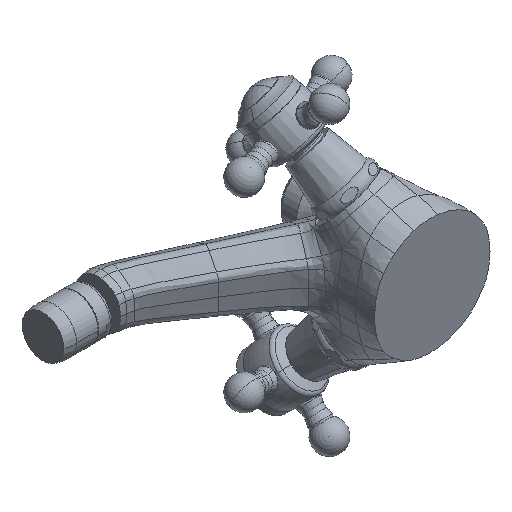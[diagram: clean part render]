
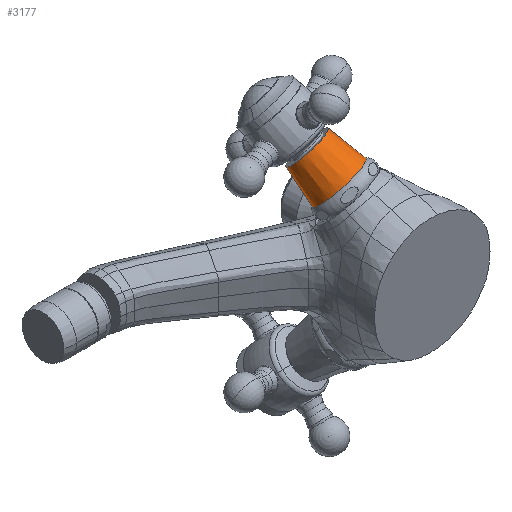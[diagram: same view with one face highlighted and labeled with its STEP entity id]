
A CAD part, isometric view. The second image highlights one B-rep face of the part: STEP entity #3177.
In plain terms, the highlighted conical face has half-angle 9 degrees and reference radius 10.5 mm.
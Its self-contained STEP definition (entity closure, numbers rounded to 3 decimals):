
#848 = CONICAL_SURFACE ( 'NONE', #3182, 10.5, 0.157 ) ;
#1351 = AXIS2_PLACEMENT_3D ( 'NONE', #6773, #6948, #12647 ) ;
#2417 = EDGE_CURVE ( 'NONE', #11503, #17919, #13352, .T. ) ;
#2591 = CARTESIAN_POINT ( 'NONE',  ( 24., 0., 0. ) ) ;
#2768 = DIRECTION ( 'NONE',  ( -1., 0., 0. ) ) ;
#2987 = VERTEX_POINT ( 'NONE', #16955 ) ;
#3025 = EDGE_CURVE ( 'NONE', #12883, #11503, #6515, .T. ) ;
#3086 = ORIENTED_EDGE ( 'NONE', *, *, #2417, .T. ) ;
#3177 = ADVANCED_FACE ( 'NONE', ( #9323 ), #848, .T. ) ;
#3182 = AXIS2_PLACEMENT_3D ( 'NONE', #15403, #13630, #9506 ) ;
#6084 = VECTOR ( 'NONE', #13555, 1000. ) ;
#6515 = CIRCLE ( 'NONE', #12764, 10.5 ) ;
#6773 = CARTESIAN_POINT ( 'NONE',  ( 6.355, 0., 0. ) ) ;
#6948 = DIRECTION ( 'NONE',  ( -1., 0., 0. ) ) ;
#6992 = CIRCLE ( 'NONE', #1351, 13.295 ) ;
#7162 = ORIENTED_EDGE ( 'NONE', *, *, #15362, .F. ) ;
#7203 = CARTESIAN_POINT ( 'NONE',  ( 6.355, 0., 13.295 ) ) ;
#7464 = DIRECTION ( 'NONE',  ( -0.988, 0., 0.156 ) ) ;
#8861 = EDGE_LOOP ( 'NONE', ( #15844, #15929, #3086, #7162 ) ) ;
#9323 = FACE_OUTER_BOUND ( 'NONE', #8861, .T. ) ;
#9336 = LINE ( 'NONE', #10659, #6084 ) ;
#9506 = DIRECTION ( 'NONE',  ( 0., 0., 1. ) ) ;
#9727 = CARTESIAN_POINT ( 'NONE',  ( 24., 0., 10.5 ) ) ;
#10541 = CARTESIAN_POINT ( 'NONE',  ( 24., 0., 10.5 ) ) ;
#10659 = CARTESIAN_POINT ( 'NONE',  ( 24., 0., -10.5 ) ) ;
#11166 = DIRECTION ( 'NONE',  ( 0., 0., 1. ) ) ;
#11503 = VERTEX_POINT ( 'NONE', #9727 ) ;
#12647 = DIRECTION ( 'NONE',  ( 0., 0., 1. ) ) ;
#12764 = AXIS2_PLACEMENT_3D ( 'NONE', #2591, #2768, #11166 ) ;
#12883 = VERTEX_POINT ( 'NONE', #14582 ) ;
#12971 = EDGE_CURVE ( 'NONE', #12883, #2987, #9336, .T. ) ;
#13352 = LINE ( 'NONE', #10541, #17211 ) ;
#13555 = DIRECTION ( 'NONE',  ( -0.988, 0., -0.156 ) ) ;
#13630 = DIRECTION ( 'NONE',  ( -1., 0., 0. ) ) ;
#14582 = CARTESIAN_POINT ( 'NONE',  ( 24., 0., -10.5 ) ) ;
#15362 = EDGE_CURVE ( 'NONE', #2987, #17919, #6992, .T. ) ;
#15403 = CARTESIAN_POINT ( 'NONE',  ( 24., 0., 0. ) ) ;
#15844 = ORIENTED_EDGE ( 'NONE', *, *, #12971, .F. ) ;
#15929 = ORIENTED_EDGE ( 'NONE', *, *, #3025, .T. ) ;
#16955 = CARTESIAN_POINT ( 'NONE',  ( 6.355, 0., -13.295 ) ) ;
#17211 = VECTOR ( 'NONE', #7464, 1000. ) ;
#17919 = VERTEX_POINT ( 'NONE', #7203 ) ;
